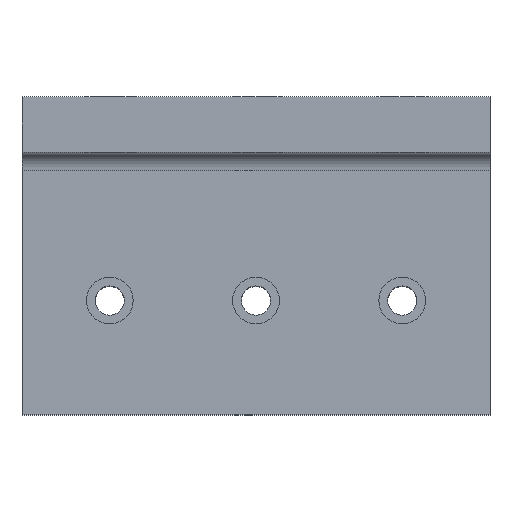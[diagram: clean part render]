
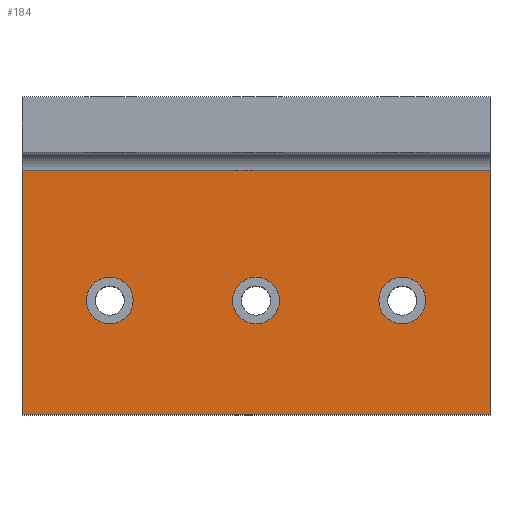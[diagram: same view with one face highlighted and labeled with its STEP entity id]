
A CAD part, top view. The second image highlights one B-rep face of the part: STEP entity #184.
In plain terms, the highlighted planar face has unit normal (0, 0, 1).
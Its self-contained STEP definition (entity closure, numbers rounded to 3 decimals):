
#184=ADVANCED_FACE('',(#419,#420,#421,#422),#423,.T.);
#419=FACE_OUTER_BOUND('',#685,.T.);
#420=FACE_BOUND('',#686,.T.);
#421=FACE_BOUND('',#687,.T.);
#422=FACE_BOUND('',#688,.T.);
#423=PLANE('',#689);
#685=EDGE_LOOP('',(#1206,#1207,#1208,#1209));
#686=EDGE_LOOP('',(#1210,#1211));
#687=EDGE_LOOP('',(#1212,#1213));
#688=EDGE_LOOP('',(#1214,#1215));
#689=AXIS2_PLACEMENT_3D('',#1216,#1217,#1218);
#1206=ORIENTED_EDGE('',*,*,#1618,.F.);
#1207=ORIENTED_EDGE('',*,*,#1663,.F.);
#1208=ORIENTED_EDGE('',*,*,#1583,.F.);
#1209=ORIENTED_EDGE('',*,*,#1661,.T.);
#1210=ORIENTED_EDGE('',*,*,#1664,.F.);
#1211=ORIENTED_EDGE('',*,*,#1549,.F.);
#1212=ORIENTED_EDGE('',*,*,#1665,.F.);
#1213=ORIENTED_EDGE('',*,*,#1544,.F.);
#1214=ORIENTED_EDGE('',*,*,#1666,.F.);
#1215=ORIENTED_EDGE('',*,*,#1524,.F.);
#1216=CARTESIAN_POINT('',(-40.0,2.8,34.1));
#1217=DIRECTION('',(0.,0.0,1.0));
#1218=DIRECTION('',(-1.0,0.0,0.));
#1524=EDGE_CURVE('',#1839,#1842,#1843,.T.);
#1544=EDGE_CURVE('',#1875,#1878,#1879,.T.);
#1549=EDGE_CURVE('',#1884,#1887,#1888,.T.);
#1583=EDGE_CURVE('',#1948,#1950,#1951,.T.);
#1618=EDGE_CURVE('',#1993,#1995,#1996,.T.);
#1661=EDGE_CURVE('',#1948,#1995,#2045,.T.);
#1663=EDGE_CURVE('',#1950,#1993,#2047,.T.);
#1664=EDGE_CURVE('',#1887,#1884,#2048,.T.);
#1665=EDGE_CURVE('',#1878,#1875,#2049,.T.);
#1666=EDGE_CURVE('',#1842,#1839,#2050,.T.);
#1839=VERTEX_POINT('',#2251);
#1842=VERTEX_POINT('',#2255);
#1843=CIRCLE('',#2256,4.0);
#1875=VERTEX_POINT('',#2295);
#1878=VERTEX_POINT('',#2299);
#1879=CIRCLE('',#2300,4.0);
#1884=VERTEX_POINT('',#2306);
#1887=VERTEX_POINT('',#2310);
#1888=CIRCLE('',#2311,4.0);
#1948=VERTEX_POINT('',#2388);
#1950=VERTEX_POINT('',#2391);
#1951=LINE('',#2392,#2393);
#1993=VERTEX_POINT('',#2447);
#1995=VERTEX_POINT('',#2449);
#1996=LINE('',#2450,#2451);
#2045=LINE('',#2513,#2514);
#2047=LINE('',#2516,#2517);
#2048=CIRCLE('',#2518,4.0);
#2049=CIRCLE('',#2519,4.0);
#2050=CIRCLE('',#2520,4.0);
#2251=CARTESIAN_POINT('',(-25.0,-26.5,34.1));
#2255=CARTESIAN_POINT('',(-25.0,-18.5,34.1));
#2256=AXIS2_PLACEMENT_3D('',#2679,#2680,#2681);
#2295=CARTESIAN_POINT('',(0.,-26.5,34.1));
#2299=CARTESIAN_POINT('',(0.0,-18.5,34.1));
#2300=AXIS2_PLACEMENT_3D('',#2711,#2712,#2713);
#2306=CARTESIAN_POINT('',(25.0,-26.5,34.1));
#2310=CARTESIAN_POINT('',(25.0,-18.5,34.1));
#2311=AXIS2_PLACEMENT_3D('',#2719,#2720,#2721);
#2388=CARTESIAN_POINT('',(-40.0,-42.0,34.1));
#2391=CARTESIAN_POINT('',(-40.0,-0.2,34.1));
#2392=CARTESIAN_POINT('',(-40.0,-42.0,34.1));
#2393=VECTOR('',#2770,41.8);
#2447=CARTESIAN_POINT('',(40.0,-0.2,34.1));
#2449=CARTESIAN_POINT('',(40.0,-42.0,34.1));
#2450=CARTESIAN_POINT('',(40.0,-0.2,34.1));
#2451=VECTOR('',#2834,41.8);
#2513=CARTESIAN_POINT('',(-40.0,-42.0,34.1));
#2514=VECTOR('',#2896,80.0);
#2516=CARTESIAN_POINT('',(-40.0,-0.2,34.1));
#2517=VECTOR('',#2897,80.0);
#2518=AXIS2_PLACEMENT_3D('',#2898,#2899,#2900);
#2519=AXIS2_PLACEMENT_3D('',#2901,#2902,#2903);
#2520=AXIS2_PLACEMENT_3D('',#2904,#2905,#2906);
#2679=CARTESIAN_POINT('',(-25.0,-22.5,34.1));
#2680=DIRECTION('',(0.,0.,1.0));
#2681=DIRECTION('',(0.,-1.0,0.));
#2711=CARTESIAN_POINT('',(0.0,-22.5,34.1));
#2712=DIRECTION('',(0.,0.,1.0));
#2713=DIRECTION('',(0.,-1.0,0.));
#2719=CARTESIAN_POINT('',(25.0,-22.5,34.1));
#2720=DIRECTION('',(0.,0.,1.0));
#2721=DIRECTION('',(0.,-1.0,0.));
#2770=DIRECTION('',(0.,1.0,0.));
#2834=DIRECTION('',(0.,-1.0,0.));
#2896=DIRECTION('',(1.0,0.,0.));
#2897=DIRECTION('',(1.0,0.,0.));
#2898=CARTESIAN_POINT('',(25.0,-22.5,34.1));
#2899=DIRECTION('',(0.,0.,1.0));
#2900=DIRECTION('',(0.,-1.0,0.));
#2901=CARTESIAN_POINT('',(0.0,-22.5,34.1));
#2902=DIRECTION('',(0.,0.,1.0));
#2903=DIRECTION('',(0.,-1.0,0.));
#2904=CARTESIAN_POINT('',(-25.0,-22.5,34.1));
#2905=DIRECTION('',(0.,0.,1.0));
#2906=DIRECTION('',(0.,-1.0,0.));
